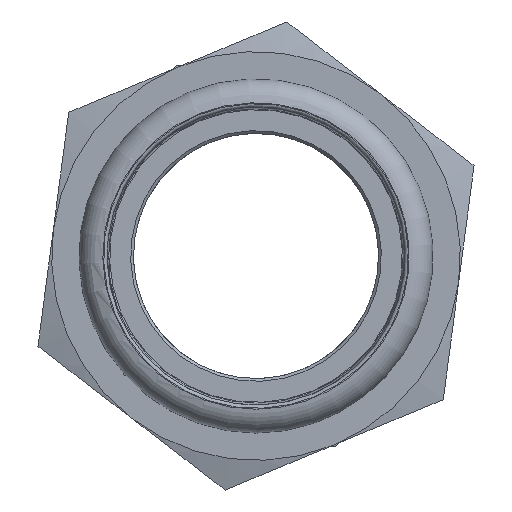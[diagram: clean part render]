
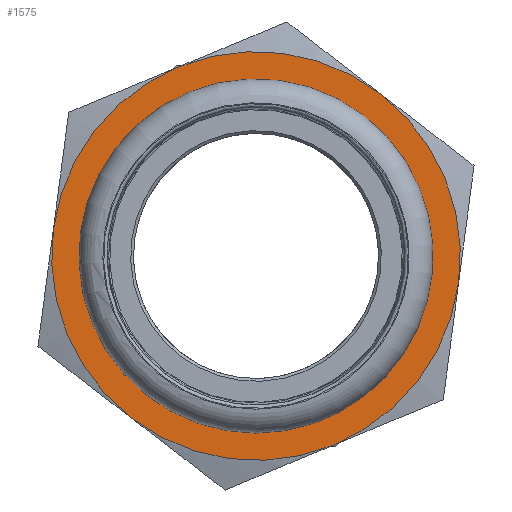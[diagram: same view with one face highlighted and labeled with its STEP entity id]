
A CAD part, front view. The second image highlights one B-rep face of the part: STEP entity #1575.
In plain terms, the highlighted planar face has unit normal (0, -1, 0).
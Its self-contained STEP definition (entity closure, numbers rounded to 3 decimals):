
#83=FACE_BOUND('',#444,.T.);
#107=PLANE('',#1821);
#334=FACE_OUTER_BOUND('',#443,.T.);
#443=EDGE_LOOP('',(#1398,#1399,#1400,#1401,#1402,#1403));
#444=EDGE_LOOP('',(#1404));
#594=CIRCLE('',#1820,30.7);
#595=CIRCLE('',#1822,37.5);
#596=CIRCLE('',#1823,37.5);
#597=CIRCLE('',#1824,37.5);
#598=CIRCLE('',#1825,37.5);
#599=CIRCLE('',#1826,37.5);
#600=CIRCLE('',#1827,37.5);
#740=VERTEX_POINT('',#2846);
#741=VERTEX_POINT('',#2850);
#742=VERTEX_POINT('',#2851);
#743=VERTEX_POINT('',#2853);
#744=VERTEX_POINT('',#2855);
#745=VERTEX_POINT('',#2857);
#746=VERTEX_POINT('',#2859);
#961=EDGE_CURVE('',#740,#740,#594,.T.);
#963=EDGE_CURVE('',#741,#742,#595,.T.);
#964=EDGE_CURVE('',#743,#741,#596,.T.);
#965=EDGE_CURVE('',#744,#743,#597,.T.);
#966=EDGE_CURVE('',#745,#744,#598,.T.);
#967=EDGE_CURVE('',#746,#745,#599,.T.);
#968=EDGE_CURVE('',#742,#746,#600,.T.);
#1398=ORIENTED_EDGE('',*,*,#963,.F.);
#1399=ORIENTED_EDGE('',*,*,#964,.F.);
#1400=ORIENTED_EDGE('',*,*,#965,.F.);
#1401=ORIENTED_EDGE('',*,*,#966,.F.);
#1402=ORIENTED_EDGE('',*,*,#967,.F.);
#1403=ORIENTED_EDGE('',*,*,#968,.F.);
#1404=ORIENTED_EDGE('',*,*,#961,.F.);
#1575=ADVANCED_FACE('',(#334,#83),#107,.T.);
#1820=AXIS2_PLACEMENT_3D('',#2847,#2300,#2301);
#1821=AXIS2_PLACEMENT_3D('',#2849,#2303,#2304);
#1822=AXIS2_PLACEMENT_3D('',#2852,#2305,#2306);
#1823=AXIS2_PLACEMENT_3D('',#2854,#2307,#2308);
#1824=AXIS2_PLACEMENT_3D('',#2856,#2309,#2310);
#1825=AXIS2_PLACEMENT_3D('',#2858,#2311,#2312);
#1826=AXIS2_PLACEMENT_3D('',#2860,#2313,#2314);
#1827=AXIS2_PLACEMENT_3D('',#2861,#2315,#2316);
#2300=DIRECTION('center_axis',(0.,-1.,0.));
#2301=DIRECTION('ref_axis',(-0.383,0.,0.924));
#2303=DIRECTION('center_axis',(0.,-1.,0.));
#2304=DIRECTION('ref_axis',(-0.383,0.,0.924));
#2305=DIRECTION('center_axis',(0.,1.,0.));
#2306=DIRECTION('ref_axis',(0.383,0.,-0.924));
#2307=DIRECTION('center_axis',(0.,1.,0.));
#2308=DIRECTION('ref_axis',(0.383,0.,-0.924));
#2309=DIRECTION('center_axis',(0.,1.,0.));
#2310=DIRECTION('ref_axis',(0.383,0.,-0.924));
#2311=DIRECTION('center_axis',(0.,1.,0.));
#2312=DIRECTION('ref_axis',(0.383,0.,-0.924));
#2313=DIRECTION('center_axis',(0.,1.,0.));
#2314=DIRECTION('ref_axis',(0.383,0.,-0.924));
#2315=DIRECTION('center_axis',(0.,1.,0.));
#2316=DIRECTION('ref_axis',(0.383,0.,-0.924));
#2846=CARTESIAN_POINT('',(11.748,25.211,-28.363));
#2847=CARTESIAN_POINT('Origin',(0.,25.211,0.));
#2849=CARTESIAN_POINT('Origin',(12.954,25.211,-31.273));
#2850=CARTESIAN_POINT('',(14.351,25.211,-34.645));
#2851=CARTESIAN_POINT('',(-22.829,25.211,-29.751));
#2852=CARTESIAN_POINT('Origin',(0.,25.211,0.));
#2853=CARTESIAN_POINT('',(37.179,25.211,-4.895));
#2854=CARTESIAN_POINT('Origin',(0.,25.211,0.));
#2855=CARTESIAN_POINT('',(22.829,25.211,29.751));
#2856=CARTESIAN_POINT('Origin',(0.,25.211,0.));
#2857=CARTESIAN_POINT('',(-14.351,25.211,34.645));
#2858=CARTESIAN_POINT('Origin',(0.,25.211,0.));
#2859=CARTESIAN_POINT('',(-37.179,25.211,4.895));
#2860=CARTESIAN_POINT('Origin',(0.,25.211,0.));
#2861=CARTESIAN_POINT('Origin',(0.,25.211,0.));
